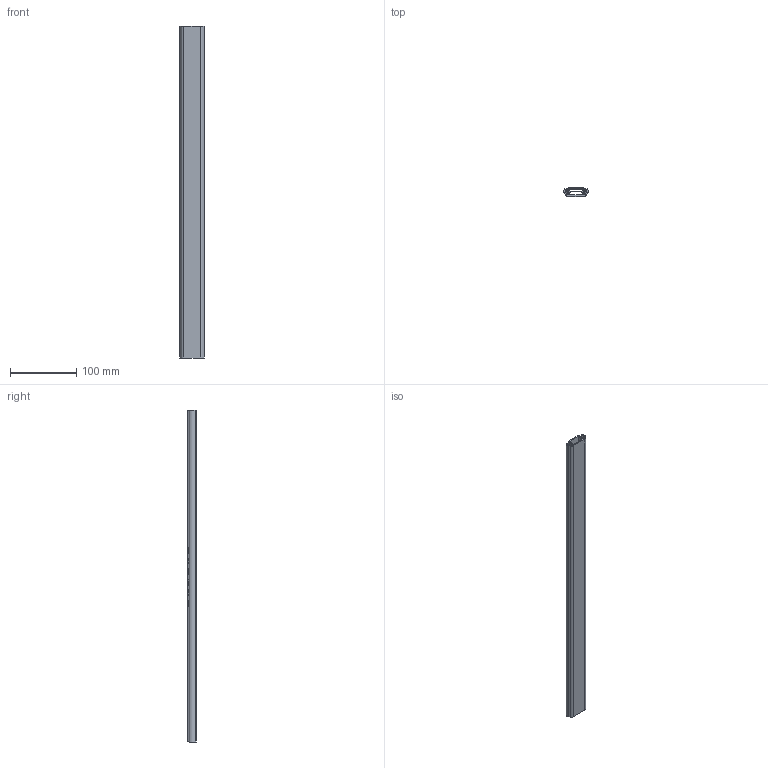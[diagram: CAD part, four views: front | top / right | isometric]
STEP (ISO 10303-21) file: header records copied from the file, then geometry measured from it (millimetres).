
FILE_DESCRIPTION(/* description */ ('Master (Parameters)'),/* implementation_level */ '2;1');
FILE_NAME(/* name */ 'FINN_13_500_375.stp',/* time_stamp */ '2016-02-23T14:01:22+01:00',/* author */ ('m.meijers'),/* organization */ (''),/* preprocessor_version */ 'ST-DEVELOPER v15.6',/* originating_system */ 'Autodesk Inventor 2015',/* authorisation */ '');
FILE_SCHEMA (('AUTOMOTIVE_DESIGN { 1 0 10303 214 3 1 1 }'));
Length unit declared in the file: millimetre
Products named in the file (9): E000031352; E000031356; E000031354; E000031357; E000031358; E000031355; E000031359; E000031361; E000031351
Assembly tree (19 placements, depth 3):
  E000031351
    E000031352
    E000031354
      E000031356
    E000031355
      E000031357
      E000031358  x12
    E000031361
      E000031359
Bounding box: 36.98 x 13.5 x 500 mm (x, y, z)
Volume: 88258.6 mm3; surface area: 97481.9 mm2
Topology: 15 solids, 15 shells, 264 faces, 774 edges, 516 vertices
Faces by surface type: plane 144, cylinder 108, sphere 12
Full cylindrical faces by diameter (mm): 5.9 x12
Entity records: 8774 total; most frequent: CARTESIAN_POINT 1574, DIRECTION 1498, ORIENTED_EDGE 1454, EDGE_CURVE 727, LINE 502, VECTOR 502, AXIS2_PLACEMENT_3D 498, VERTEX_POINT 494
